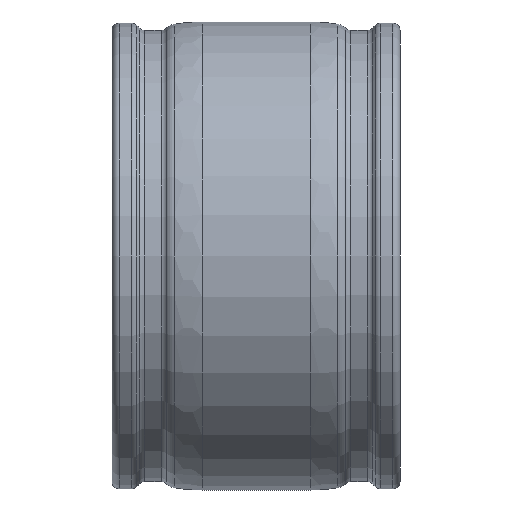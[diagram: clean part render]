
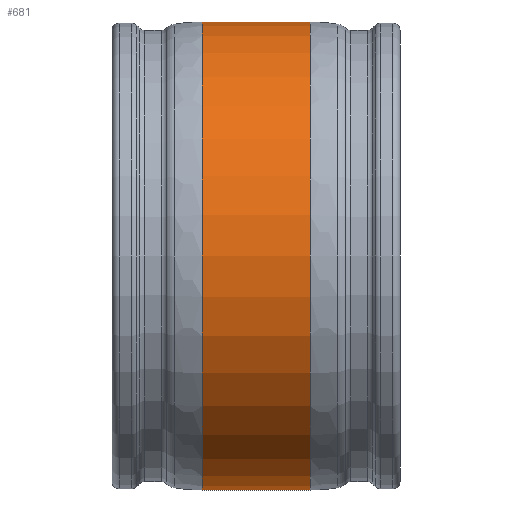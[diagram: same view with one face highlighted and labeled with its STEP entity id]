
A CAD part, front view. The second image highlights one B-rep face of the part: STEP entity #681.
In plain terms, the highlighted cylindrical face has radius 260 mm (diameter 520 mm), a partial arc.
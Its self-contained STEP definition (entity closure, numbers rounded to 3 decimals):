
#11 = ORIENTED_EDGE ( 'NONE', *, *, #2312, .F. ) ;
#204 = CYLINDRICAL_SURFACE ( 'NONE', #3114, 260. ) ;
#237 = FACE_OUTER_BOUND ( 'NONE', #2653, .T. ) ;
#412 = DIRECTION ( 'NONE',  ( -1., 0., 0. ) ) ;
#681 = ADVANCED_FACE ( 'NONE', ( #237 ), #204, .T. ) ;
#700 = VECTOR ( 'NONE', #1113, 1000. ) ;
#755 = EDGE_CURVE ( 'NONE', #3281, #2925, #2258, .T. ) ;
#995 = LINE ( 'NONE', #3041, #2087 ) ;
#1011 = ORIENTED_EDGE ( 'NONE', *, *, #2161, .T. ) ;
#1018 = CIRCLE ( 'NONE', #1869, 260. ) ;
#1113 = DIRECTION ( 'NONE',  ( -1., 0., 0. ) ) ;
#1228 = DIRECTION ( 'NONE',  ( -1., 0., 0. ) ) ;
#1250 = ORIENTED_EDGE ( 'NONE', *, *, #755, .F. ) ;
#1374 = CARTESIAN_POINT ( 'NONE',  ( -60., 0., 260. ) ) ;
#1385 = CARTESIAN_POINT ( 'NONE',  ( -60., 0., -260. ) ) ;
#1432 = DIRECTION ( 'NONE',  ( 0., 0., 1. ) ) ;
#1469 = EDGE_CURVE ( 'NONE', #1706, #2925, #995, .T. ) ;
#1518 = VERTEX_POINT ( 'NONE', #1743 ) ;
#1521 = DIRECTION ( 'NONE',  ( -1., 0., 0. ) ) ;
#1677 = CARTESIAN_POINT ( 'NONE',  ( 60., 0., 0. ) ) ;
#1706 = VERTEX_POINT ( 'NONE', #2211 ) ;
#1743 = CARTESIAN_POINT ( 'NONE',  ( 60., 0., -260. ) ) ;
#1869 = AXIS2_PLACEMENT_3D ( 'NONE', #1677, #412, #1432 ) ;
#2087 = VECTOR ( 'NONE', #1228, 1000. ) ;
#2161 = EDGE_CURVE ( 'NONE', #1518, #1706, #1018, .T. ) ;
#2211 = CARTESIAN_POINT ( 'NONE',  ( 60., 0., 260. ) ) ;
#2258 = CIRCLE ( 'NONE', #2305, 260. ) ;
#2274 = DIRECTION ( 'NONE',  ( 0., 0., 1. ) ) ;
#2305 = AXIS2_PLACEMENT_3D ( 'NONE', #3310, #3014, #2765 ) ;
#2312 = EDGE_CURVE ( 'NONE', #1518, #3281, #2400, .T. ) ;
#2386 = CARTESIAN_POINT ( 'NONE',  ( 0., 0., -260. ) ) ;
#2400 = LINE ( 'NONE', #2386, #700 ) ;
#2431 = ORIENTED_EDGE ( 'NONE', *, *, #1469, .T. ) ;
#2543 = CARTESIAN_POINT ( 'NONE',  ( 0., 0., 0. ) ) ;
#2653 = EDGE_LOOP ( 'NONE', ( #11, #1011, #2431, #1250 ) ) ;
#2765 = DIRECTION ( 'NONE',  ( 0., 0., 1. ) ) ;
#2925 = VERTEX_POINT ( 'NONE', #1374 ) ;
#3014 = DIRECTION ( 'NONE',  ( -1., 0., 0. ) ) ;
#3041 = CARTESIAN_POINT ( 'NONE',  ( 0., 0., 260. ) ) ;
#3114 = AXIS2_PLACEMENT_3D ( 'NONE', #2543, #1521, #2274 ) ;
#3281 = VERTEX_POINT ( 'NONE', #1385 ) ;
#3310 = CARTESIAN_POINT ( 'NONE',  ( -60., 0., 0. ) ) ;
